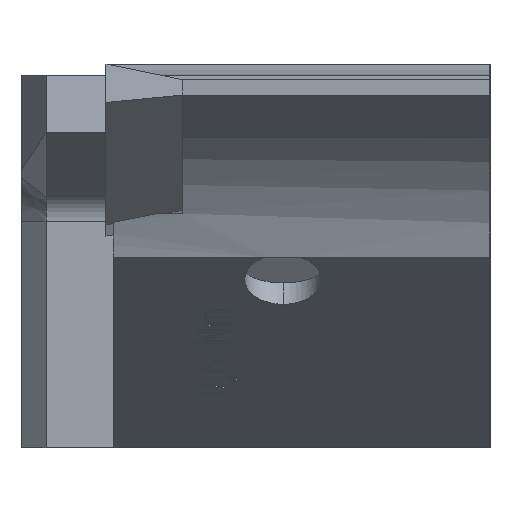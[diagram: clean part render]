
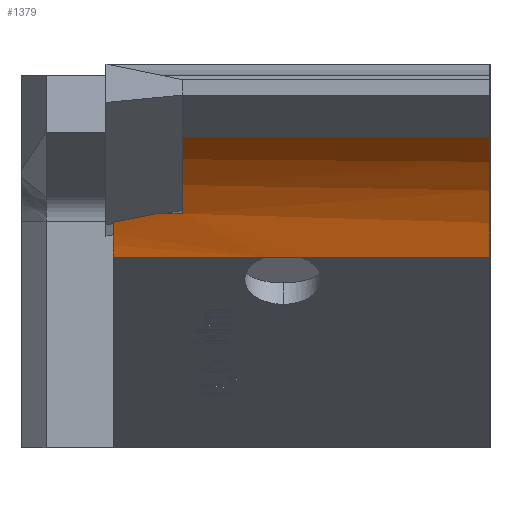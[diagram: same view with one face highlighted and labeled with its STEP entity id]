
A CAD part, left-side view. The second image highlights one B-rep face of the part: STEP entity #1379.
In plain terms, the highlighted cylindrical face has radius 8.807 mm (diameter 17.614 mm), a partial arc.
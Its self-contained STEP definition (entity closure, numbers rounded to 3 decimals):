
#84 = LINE ( 'NONE', #5670, #4497 ) ;
#111 = CARTESIAN_POINT ( 'NONE',  ( 5.42, 161.413, -8.06 ) ) ;
#485 = DIRECTION ( 'NONE',  ( 0., -1., 0. ) ) ;
#515 = EDGE_CURVE ( 'Defeature ausgef�hrt2_8+Defeature ausgef�hrt2_14+Defeature ausgef�hrt2_41+Defeature ausgef�hrt2_21', #4380, #4053, #3968, .T. ) ;
#544 = EDGE_CURVE ( 'Defeature ausgef�hrt2_14+Defeature ausgef�hrt2_7+Defeature ausgef�hrt2_29+Defeature ausgef�hrt2_19', #1058, #3918, #5421, .T. ) ;
#614 = CYLINDRICAL_SURFACE ( 'NONE', #2599, 8.807 ) ;
#716 = ORIENTED_EDGE ( 'NONE', *, *, #544, .T. ) ;
#977 = CIRCLE ( 'NONE', #1453, 8.807 ) ;
#1020 = LINE ( 'NONE', #4673, #5631 ) ;
#1058 = VERTEX_POINT ( 'NONE', #3713 ) ;
#1074 = CARTESIAN_POINT ( 'NONE',  ( 4.851, -1.506, -6.353 ) ) ;
#1153 = CARTESIAN_POINT ( 'NONE',  ( 4.954, -0.3, -6.593 ) ) ;
#1195 = CIRCLE ( 'NONE', #3316, 8.807 ) ;
#1379 = ADVANCED_FACE ( 'Defeature ausgef�hrt2_14', ( #2559 ), #614, .F. ) ;
#1453 = AXIS2_PLACEMENT_3D ( 'NONE', #3202, #3141, #3100 ) ;
#1583 = EDGE_CURVE ( 'Defeature ausgef�hrt2_41+Defeature ausgef�hrt2_14+Defeature ausgef�hrt2_7+Defeature ausgef�hrt2_8', #4827, #4380, #1195, .T. ) ;
#1736 = CARTESIAN_POINT ( 'NONE',  ( 5.42, -16., -8.06 ) ) ;
#1766 = ORIENTED_EDGE ( 'NONE', *, *, #2670, .F. ) ;
#1839 = CARTESIAN_POINT ( 'NONE',  ( 4.795, -3.18, -6.234 ) ) ;
#1942 = VECTOR ( 'NONE', #2059, 1000. ) ;
#1983 = CARTESIAN_POINT ( 'NONE',  ( 5.42, -6.647, -8.06 ) ) ;
#2005 = CARTESIAN_POINT ( 'NONE',  ( -3.174, 161.413, -9.983 ) ) ;
#2059 = DIRECTION ( 'NONE',  ( 0., -1., 0. ) ) ;
#2186 = CARTESIAN_POINT ( 'NONE',  ( -3.174, -3.18, -9.983 ) ) ;
#2279 = DIRECTION ( 'NONE',  ( 0., 0., -1. ) ) ;
#2311 = CARTESIAN_POINT ( 'NONE',  ( 4.954, -0.3, -6.593 ) ) ;
#2334 = VERTEX_POINT ( 'NONE', #5752 ) ;
#2462 = EDGE_CURVE ( 'Defeature ausgef�hrt2_14+Defeature ausgef�hrt2_19+Defeature ausgef�hrt2_7+Defeature ausgef�hrt2_27', #3918, #4932, #977, .T. ) ;
#2559 = FACE_OUTER_BOUND ( 'NONE', #4624, .T. ) ;
#2599 = AXIS2_PLACEMENT_3D ( 'NONE', #2005, #3379, #2279 ) ;
#2621 = DIRECTION ( 'NONE',  ( 0., 0., 1. ) ) ;
#2670 = EDGE_CURVE ( 'Defeature ausgef�hrt2_21+Defeature ausgef�hrt2_14+Defeature ausgef�hrt2_8+Defeature ausgef�hrt2_22', #4053, #5593, #84, .T. ) ;
#2703 = AXIS2_PLACEMENT_3D ( 'NONE', #2186, #5306, #2621 ) ;
#2736 = CARTESIAN_POINT ( 'NONE',  ( 4.904, -0.906, -6.472 ) ) ;
#2740 = ORIENTED_EDGE ( 'NONE', *, *, #3690, .T. ) ;
#2941 = VECTOR ( 'NONE', #485, 1000. ) ;
#3100 = DIRECTION ( 'NONE',  ( 0., 0., -1. ) ) ;
#3141 = DIRECTION ( 'NONE',  ( 0., -1., 0. ) ) ;
#3202 = CARTESIAN_POINT ( 'NONE',  ( -3.174, -16., -9.983 ) ) ;
#3232 = ORIENTED_EDGE ( 'NONE', *, *, #1583, .F. ) ;
#3270 = ORIENTED_EDGE ( 'NONE', *, *, #5407, .T. ) ;
#3306 = DIRECTION ( 'NONE',  ( 0., -1., 0. ) ) ;
#3316 = AXIS2_PLACEMENT_3D ( 'NONE', #4159, #4074, #4122 ) ;
#3379 = DIRECTION ( 'NONE',  ( 0., -1., 0. ) ) ;
#3451 = LINE ( 'NONE', #4796, #1942 ) ;
#3630 = CARTESIAN_POINT ( 'NONE',  ( 2.248, -16., -3.043 ) ) ;
#3690 = EDGE_CURVE ( 'Defeature ausgef�hrt2_14+Defeature ausgef�hrt2_29+Defeature ausgef�hrt2_7+Defeature ausgef�hrt2_7', #5732, #1058, #4035, .T. ) ;
#3709 = CARTESIAN_POINT ( 'NONE',  ( 4.795, -2.099, -6.234 ) ) ;
#3713 = CARTESIAN_POINT ( 'NONE',  ( 5.42, -8.113, -8.06 ) ) ;
#3761 = DIRECTION ( 'NONE',  ( 0., -1., 0. ) ) ;
#3833 = CARTESIAN_POINT ( 'NONE',  ( 4.795, -2.099, -6.234 ) ) ;
#3918 = VERTEX_POINT ( 'NONE', #1736 ) ;
#3968 =( BOUNDED_CURVE ( )  B_SPLINE_CURVE ( 3, ( #2311, #2736, #1074, #3833 ),
 .UNSPECIFIED., .F., .T. ) 
 B_SPLINE_CURVE_WITH_KNOTS ( ( 4, 4 ),
 ( 5.16, 5.204 ),
 .UNSPECIFIED. ) 
 CURVE ( )  GEOMETRIC_REPRESENTATION_ITEM ( )  RATIONAL_B_SPLINE_CURVE ( ( 1., 1., 1., 1. ) ) 
 REPRESENTATION_ITEM ( '' )  );
#4035 = LINE ( 'NONE', #111, #2941 ) ;
#4036 = CARTESIAN_POINT ( 'NONE',  ( 5.42, 161.413, -8.06 ) ) ;
#4053 = VERTEX_POINT ( 'NONE', #3709 ) ;
#4074 = DIRECTION ( 'NONE',  ( 0., -1., 0. ) ) ;
#4122 = DIRECTION ( 'NONE',  ( 0., 0., 1. ) ) ;
#4159 = CARTESIAN_POINT ( 'NONE',  ( -3.174, -0.3, -9.983 ) ) ;
#4317 = CIRCLE ( 'NONE', #2703, 8.807 ) ;
#4375 = EDGE_CURVE ( 'Defeature ausgef�hrt2_14+Defeature ausgef�hrt2_7+Defeature ausgef�hrt2_41+Defeature ausgef�hrt2_29', #4827, #5732, #3451, .T. ) ;
#4380 = VERTEX_POINT ( 'NONE', #1153 ) ;
#4461 = CARTESIAN_POINT ( 'NONE',  ( 5.42, -0.3, -8.06 ) ) ;
#4469 = VECTOR ( 'NONE', #3761, 1000. ) ;
#4484 = ORIENTED_EDGE ( 'NONE', *, *, #4375, .T. ) ;
#4497 = VECTOR ( 'NONE', #5101, 1000. ) ;
#4512 = ORIENTED_EDGE ( 'NONE', *, *, #5109, .F. ) ;
#4624 = EDGE_LOOP ( 'NONE', ( #3232, #4484, #2740, #716, #5498, #4512, #3270, #1766, #4780 ) ) ;
#4673 = CARTESIAN_POINT ( 'NONE',  ( 2.248, 161.413, -3.043 ) ) ;
#4780 = ORIENTED_EDGE ( 'NONE', *, *, #515, .F. ) ;
#4796 = CARTESIAN_POINT ( 'NONE',  ( 5.42, 161.413, -8.06 ) ) ;
#4827 = VERTEX_POINT ( 'NONE', #4461 ) ;
#4932 = VERTEX_POINT ( 'NONE', #3630 ) ;
#5101 = DIRECTION ( 'NONE',  ( 0., -1., 0. ) ) ;
#5109 = EDGE_CURVE ( 'Defeature ausgef�hrt2_27+Defeature ausgef�hrt2_14+Defeature ausgef�hrt2_4+Defeature ausgef�hrt2_19', #2334, #4932, #1020, .T. ) ;
#5306 = DIRECTION ( 'NONE',  ( 0., 1., 0. ) ) ;
#5407 = EDGE_CURVE ( 'Defeature ausgef�hrt2_14+Defeature ausgef�hrt2_22+Defeature ausgef�hrt2_27+Defeature ausgef�hrt2_21', #2334, #5593, #4317, .T. ) ;
#5421 = LINE ( 'NONE', #4036, #4469 ) ;
#5498 = ORIENTED_EDGE ( 'NONE', *, *, #2462, .T. ) ;
#5593 = VERTEX_POINT ( 'NONE', #1839 ) ;
#5631 = VECTOR ( 'NONE', #3306, 1000. ) ;
#5670 = CARTESIAN_POINT ( 'NONE',  ( 4.795, 161.413, -6.234 ) ) ;
#5732 = VERTEX_POINT ( 'NONE', #1983 ) ;
#5752 = CARTESIAN_POINT ( 'NONE',  ( 2.248, -3.18, -3.043 ) ) ;
